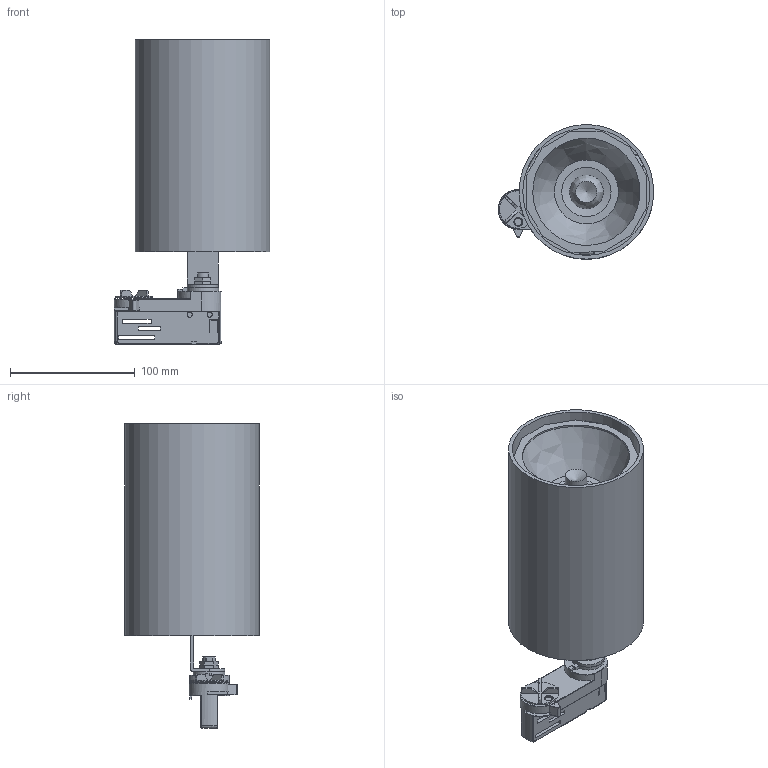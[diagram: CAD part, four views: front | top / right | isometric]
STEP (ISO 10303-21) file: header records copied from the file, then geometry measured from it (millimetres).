
FILE_DESCRIPTION(/* description */ (''),/* implementation_level */ '2;1');
FILE_NAME(/* name */ '000000137352_0.stp',/* time_stamp */ '2017-01-16T11:43:20+01:00',/* author */ (''),/* organization */ (''),/* preprocessor_version */ 'ST-DEVELOPER v11',/* originating_system */ 'SIEMENS PLM Software NX 7.5',/* authorisation */ '');
FILE_SCHEMA (('CONFIG_CONTROL_DESIGN'));
Length unit declared in the file: millimetre
Products named in the file (1): calv7256v3mo
Bounding box: 124.67 x 108 x 244.32 mm (x, y, z)
Volume: 502762.3 mm3; surface area: 268092.6 mm2
Topology: 31 solids, 31 shells, 1439 faces, 3851 edges, 2533 vertices
Faces by surface type: plane 955, cylinder 345, bspline 57, torus 34, cone 23, sphere 21, extrusion 4
Full cylindrical faces by diameter (mm): 2 x1, 2.4 x2, 2.5 x3, 2.6 x10, 2.72 x3, 2.874 x3, 3 x2, 3.2 x2, 3.6 x8, 3.61 x6, 3.838 x7, 3.86 x2, 4.2 x2, 4.3 x3, 4.5 x1, 5.6 x5, 6 x6, 6.2 x3, 7 x1, 7.4 x1, 8 x6, 8.4 x1, 9.188 x2, 10 x4, 10.5 x1, 12 x1, 13 x2, 13.01 x1, 15.5 x1, 17 x1
Entity records: 45388 total; most frequent: CARTESIAN_POINT 9769, ORIENTED_EDGE 7290, DIRECTION 7184, EDGE_CURVE 3645, VECTOR 2482, LINE 2478, VERTEX_POINT 2477, AXIS2_PLACEMENT_3D 2351
